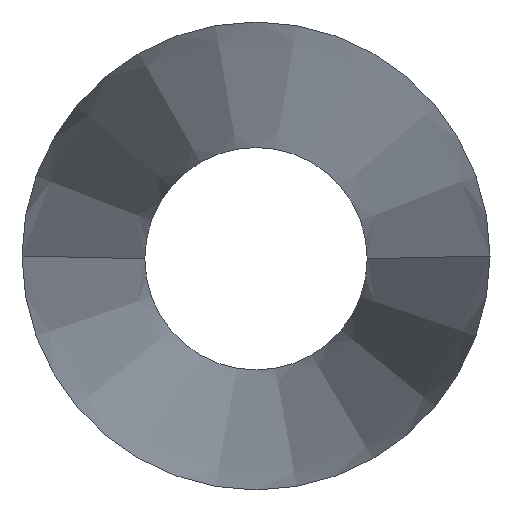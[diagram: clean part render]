
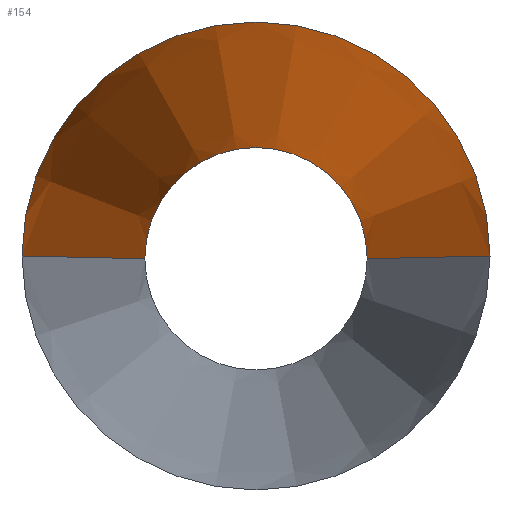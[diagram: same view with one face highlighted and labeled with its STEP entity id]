
A CAD part, top view. The second image highlights one B-rep face of the part: STEP entity #154.
In plain terms, the highlighted conical face has half-angle 4.5 degrees and reference radius 12 mm.
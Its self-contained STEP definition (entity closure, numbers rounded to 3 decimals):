
#2 = LINE ( 'NONE', #46, #27 ) ;
#3 = ORIENTED_EDGE ( 'NONE', *, *, #9, .F. ) ;
#6 = CARTESIAN_POINT ( 'NONE',  ( 0., 0., 0. ) ) ;
#9 = EDGE_CURVE ( 'NONE', #131, #130, #2, .T. ) ;
#14 = VERTEX_POINT ( 'NONE', #36 ) ;
#15 = DIRECTION ( 'NONE',  ( -0.078, 0., 0.997 ) ) ;
#16 = DIRECTION ( 'NONE',  ( 0., 0., 1. ) ) ;
#18 = DIRECTION ( 'NONE',  ( 0., 0., 1. ) ) ;
#24 = EDGE_LOOP ( 'NONE', ( #153, #45, #84, #3 ) ) ;
#25 = LINE ( 'NONE', #72, #152 ) ;
#27 = VECTOR ( 'NONE', #145, 1000. ) ;
#34 = EDGE_CURVE ( 'NONE', #14, #155, #25, .T. ) ;
#36 = CARTESIAN_POINT ( 'NONE',  ( -5.704, 0., -80. ) ) ;
#40 = AXIS2_PLACEMENT_3D ( 'NONE', #112, #18, #123 ) ;
#45 = ORIENTED_EDGE ( 'NONE', *, *, #34, .T. ) ;
#46 = CARTESIAN_POINT ( 'NONE',  ( 12., 0., 0. ) ) ;
#49 = DIRECTION ( 'NONE',  ( 1., 0., 0. ) ) ;
#52 = DIRECTION ( 'NONE',  ( 1., 0., 0. ) ) ;
#64 = CARTESIAN_POINT ( 'NONE',  ( -12., 0., 0. ) ) ;
#72 = CARTESIAN_POINT ( 'NONE',  ( -12., 0., 0. ) ) ;
#73 = CIRCLE ( 'NONE', #40, 5.704 ) ;
#74 = EDGE_CURVE ( 'NONE', #130, #155, #111, .T. ) ;
#76 = DIRECTION ( 'NONE',  ( 0., 0., 1. ) ) ;
#84 = ORIENTED_EDGE ( 'NONE', *, *, #74, .F. ) ;
#87 = FACE_OUTER_BOUND ( 'NONE', #24, .T. ) ;
#99 = AXIS2_PLACEMENT_3D ( 'NONE', #148, #76, #49 ) ;
#109 = CARTESIAN_POINT ( 'NONE',  ( 5.704, 0., -80. ) ) ;
#111 = CIRCLE ( 'NONE', #99, 12. ) ;
#112 = CARTESIAN_POINT ( 'NONE',  ( 0., 0., -80. ) ) ;
#115 = CARTESIAN_POINT ( 'NONE',  ( 12., 0., 0. ) ) ;
#123 = DIRECTION ( 'NONE',  ( 1., 0., 0. ) ) ;
#130 = VERTEX_POINT ( 'NONE', #115 ) ;
#131 = VERTEX_POINT ( 'NONE', #109 ) ;
#132 = CONICAL_SURFACE ( 'NONE', #147, 12., 0.079 ) ;
#139 = EDGE_CURVE ( 'NONE', #131, #14, #73, .T. ) ;
#145 = DIRECTION ( 'NONE',  ( 0.078, 0., 0.997 ) ) ;
#147 = AXIS2_PLACEMENT_3D ( 'NONE', #6, #16, #52 ) ;
#148 = CARTESIAN_POINT ( 'NONE',  ( 0., 0., 0. ) ) ;
#152 = VECTOR ( 'NONE', #15, 1000. ) ;
#153 = ORIENTED_EDGE ( 'NONE', *, *, #139, .T. ) ;
#154 = ADVANCED_FACE ( 'NONE', ( #87 ), #132, .T. ) ;
#155 = VERTEX_POINT ( 'NONE', #64 ) ;
